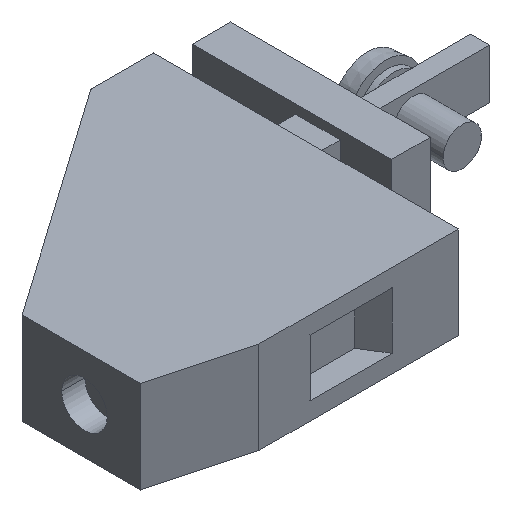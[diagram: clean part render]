
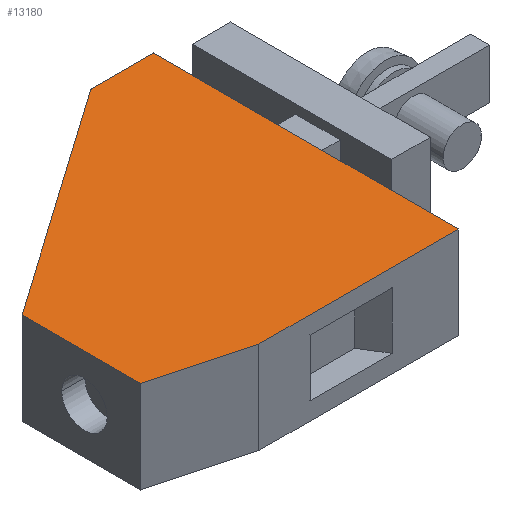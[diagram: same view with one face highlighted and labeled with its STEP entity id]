
A CAD part, isometric view. The second image highlights one B-rep face of the part: STEP entity #13180.
In plain terms, the highlighted planar face has unit normal (0, 0, 1).
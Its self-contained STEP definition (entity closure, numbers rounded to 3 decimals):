
#100=CARTESIAN_POINT('',(-222.832,112.79,6.));
#110=VERTEX_POINT('',#100);
#160=CARTESIAN_POINT('',(0.,112.79,6.));
#170=DIRECTION('',(1.,0.,0.));
#180=VECTOR('',#170,1.);
#190=LINE('',#160,#180);
#200=CARTESIAN_POINT('',(-230.941,112.79,6.));
#210=VERTEX_POINT('',#200);
#220=EDGE_CURVE('',#210,#110,#190,.T.);
#1900=CARTESIAN_POINT('',(-260.932,91.79,6.));
#1910=VERTEX_POINT('',#1900);
#1960=CARTESIAN_POINT('',(0.,274.497,6.));
#1970=DIRECTION('',(-0.819,-0.574,0.));
#1980=VECTOR('',#1970,1.);
#1990=LINE('',#1960,#1980);
#2000=EDGE_CURVE('',#210,#1910,#1990,.T.);
#2810=CARTESIAN_POINT('',(-260.932,0.,6.));
#2820=DIRECTION('',(0.,-1.,0.));
#2830=VECTOR('',#2820,1.);
#2840=LINE('',#2810,#2830);
#2850=CARTESIAN_POINT('',(-260.932,76.343,6.));
#2860=VERTEX_POINT('',#2850);
#2870=EDGE_CURVE('',#1910,#2860,#2840,.T.);
#3590=CARTESIAN_POINT('',(-222.832,0.,6.));
#3600=DIRECTION('',(0.,1.,0.));
#3610=VECTOR('',#3600,1.);
#3620=LINE('',#3590,#3610);
#3630=CARTESIAN_POINT('',(-222.832,73.09,6.));
#3640=VERTEX_POINT('',#3630);
#3650=EDGE_CURVE('',#3640,#110,#3620,.T.);
#4290=CARTESIAN_POINT('',(0.,6.427,6.));
#4300=DIRECTION('',(-0.966,0.259,0.));
#4310=VECTOR('',#4300,1.);
#4320=LINE('',#4290,#4310);
#4330=CARTESIAN_POINT('',(-248.792,73.09,6.));
#4340=VERTEX_POINT('',#4330);
#4350=EDGE_CURVE('',#4340,#2860,#4320,.T.);
#5360=CARTESIAN_POINT('',(0.,73.09,6.));
#5370=DIRECTION('',(-1.,0.,0.));
#5380=VECTOR('',#5370,1.);
#5390=LINE('',#5360,#5380);
#5400=EDGE_CURVE('',#3640,#4340,#5390,.T.);
#13050=CARTESIAN_POINT('',(-226.781,100.977,6.));
#13060=DIRECTION('',(0.,-0.,1.));
#13070=DIRECTION('',(1.,0.,0.));
#13080=AXIS2_PLACEMENT_3D('',#13050,#13060,#13070);
#13090=PLANE('',#13080);
#13100=ORIENTED_EDGE('',*,*,#2870,.T.);
#13110=ORIENTED_EDGE('',*,*,#2000,.T.);
#13120=ORIENTED_EDGE('',*,*,#220,.F.);
#13130=ORIENTED_EDGE('',*,*,#3650,.T.);
#13140=ORIENTED_EDGE('',*,*,#5400,.F.);
#13150=ORIENTED_EDGE('',*,*,#4350,.F.);
#13160=EDGE_LOOP('',(#13150,#13140,#13130,#13120,#13110,#13100));
#13170=FACE_OUTER_BOUND('',#13160,.T.);
#13180=ADVANCED_FACE('',(#13170),#13090,.T.);
